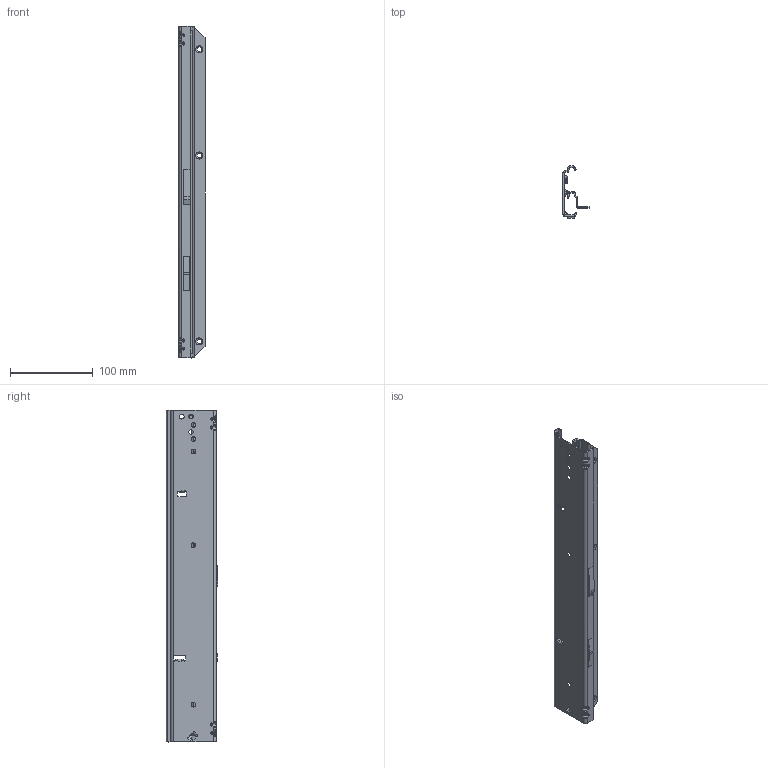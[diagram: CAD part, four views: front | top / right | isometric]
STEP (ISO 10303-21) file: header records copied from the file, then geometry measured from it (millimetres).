
FILE_DESCRIPTION (( 'STEP AP214' ), '1' );
FILE_NAME ('CS# 791.400-GA.L103_closed.STEP', '2023-04-24T13:45:42', ( '' ), ( '' ), 'SwSTEP 2.0', 'SolidWorks 2020', '' );
FILE_SCHEMA (( 'AUTOMOTIVE_DESIGN' ));
Length unit declared in the file: millimetre
Products named in the file (6): CS# 785.XXX-01.0000_NL 400; CS# 786.XXX-03.S047_NL 400; CS# 791.400-GA.L103_closed; PG-033
Assembly tree (5 placements, depth 3):
  CS# 791.400-GA.L103_closed
    CS# 785.XXX-01.0000_NL 400
      CS# 785.XXX-01.0000_NL 400
      PG-033
    CS# 786.XXX-03.S047_NL 400
      CS# 786.XXX-03.S047_NL 400
Bounding box: 31.5 x 62.5 x 400 mm (x, y, z)
Volume: 78312.2 mm3; surface area: 108581 mm2
Topology: 3 solids, 3 shells, 1151 faces, 2942 edges, 1814 vertices
Faces by surface type: plane 454, bspline 272, cylinder 244, cone 88, torus 72, sphere 21
Entity records: 53266 total; most frequent: CARTESIAN_POINT 22854, ORIENTED_EDGE 5828, DIRECTION 4629, EDGE_CURVE 2914, VERTEX_POINT 1814, AXIS2_PLACEMENT_3D 1605, VECTOR 1419, LINE 1419
